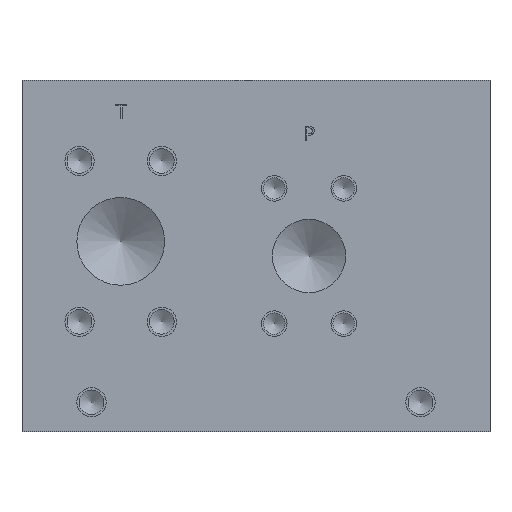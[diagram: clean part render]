
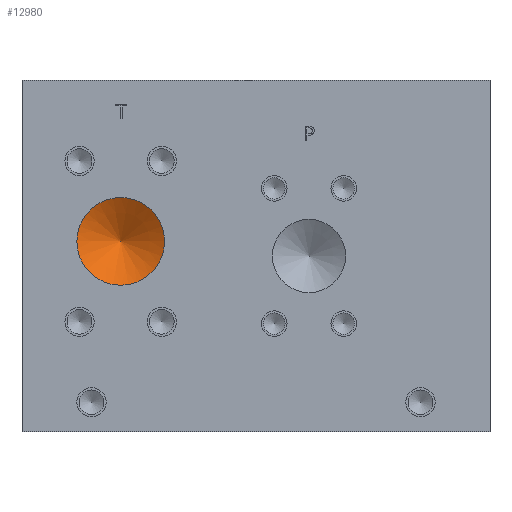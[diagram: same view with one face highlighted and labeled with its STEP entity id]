
A CAD part, left-side view. The second image highlights one B-rep face of the part: STEP entity #12980.
In plain terms, the highlighted conical face has half-angle 60 degrees and reference radius 9.525 mm.
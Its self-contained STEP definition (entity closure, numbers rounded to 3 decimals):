
#58=CONICAL_SURFACE('',#13805,9.525,1.047);
#449=CIRCLE('',#13806,19.05);
#450=CIRCLE('',#13807,19.05);
#1706=FACE_OUTER_BOUND('',#2494,.T.);
#2494=EDGE_LOOP('',(#11273,#11274,#11275,#11276));
#3684=LINE('',#22176,#4844);
#4844=VECTOR('',#16583,9.525);
#6054=VERTEX_POINT('',#22172);
#6055=VERTEX_POINT('',#22173);
#6056=VERTEX_POINT('',#22175);
#7826=EDGE_CURVE('',#6054,#6055,#449,.T.);
#7827=EDGE_CURVE('',#6055,#6056,#3684,.T.);
#7828=EDGE_CURVE('',#6055,#6054,#450,.T.);
#11273=ORIENTED_EDGE('',*,*,#7826,.T.);
#11274=ORIENTED_EDGE('',*,*,#7827,.T.);
#11275=ORIENTED_EDGE('',*,*,#7827,.F.);
#11276=ORIENTED_EDGE('',*,*,#7828,.T.);
#12980=ADVANCED_FACE('',(#1706),#58,.F.);
#13805=AXIS2_PLACEMENT_3D('',#22171,#16579,#16580);
#13806=AXIS2_PLACEMENT_3D('',#22174,#16581,#16582);
#13807=AXIS2_PLACEMENT_3D('',#22177,#16584,#16585);
#16579=DIRECTION('center_axis',(-1.,0.,0.));
#16580=DIRECTION('ref_axis',(0.,1.,0.));
#16581=DIRECTION('center_axis',(-1.,0.,0.));
#16582=DIRECTION('ref_axis',(0.,1.,0.));
#16583=DIRECTION('',(0.5,0.866,0.));
#16584=DIRECTION('center_axis',(-1.,0.,0.));
#16585=DIRECTION('ref_axis',(0.,1.,0.));
#22171=CARTESIAN_POINT('Origin',(16.498,160.35,82.55));
#22172=CARTESIAN_POINT('',(10.999,179.4,82.55));
#22173=CARTESIAN_POINT('',(10.999,141.3,82.55));
#22174=CARTESIAN_POINT('Origin',(10.999,160.35,82.55));
#22175=CARTESIAN_POINT('',(21.997,160.35,82.55));
#22176=CARTESIAN_POINT('',(16.498,150.825,82.55));
#22177=CARTESIAN_POINT('Origin',(10.999,160.35,82.55));
